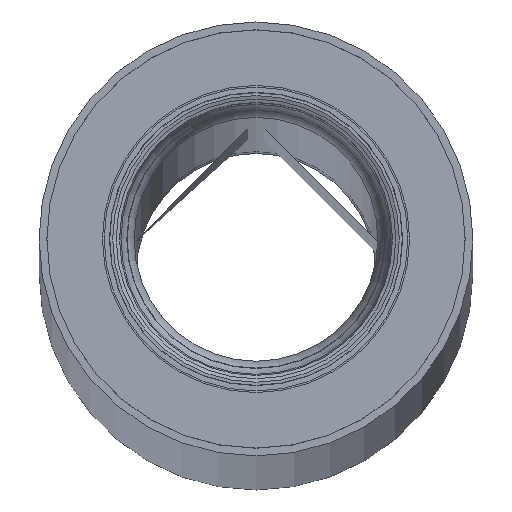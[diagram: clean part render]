
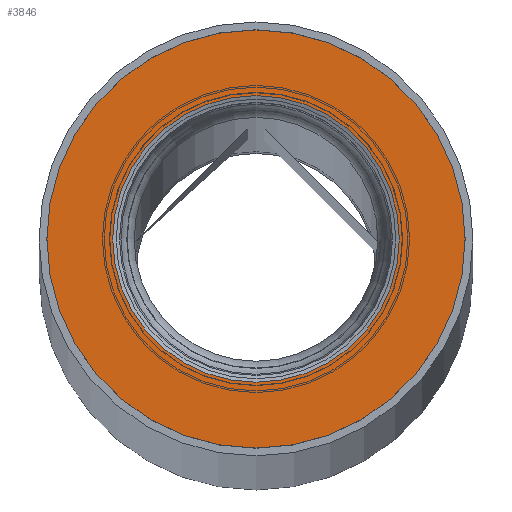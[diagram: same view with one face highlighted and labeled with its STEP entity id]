
A CAD part, top view. The second image highlights one B-rep face of the part: STEP entity #3846.
In plain terms, the highlighted planar face has unit normal (0, 0, 1).
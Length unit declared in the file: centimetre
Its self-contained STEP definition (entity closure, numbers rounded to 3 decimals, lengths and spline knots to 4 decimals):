
#55=FACE_BOUND('',#1048,.T.);
#90=PLANE('',#4299);
#802=FACE_OUTER_BOUND('',#1047,.T.);
#1047=EDGE_LOOP('',(#3221));
#1048=EDGE_LOOP('',(#3222));
#1401=CIRCLE('',#4300,42.9);
#1402=CIRCLE('',#4301,29.3954);
#1785=VERTEX_POINT('',#6786);
#1786=VERTEX_POINT('',#6788);
#2291=EDGE_CURVE('',#1785,#1785,#1401,.T.);
#2292=EDGE_CURVE('',#1786,#1786,#1402,.T.);
#3221=ORIENTED_EDGE('',*,*,#2291,.T.);
#3222=ORIENTED_EDGE('',*,*,#2292,.T.);
#3846=ADVANCED_FACE('',(#802,#55),#90,.T.);
#4299=AXIS2_PLACEMENT_3D('',#6785,#5372,#5373);
#4300=AXIS2_PLACEMENT_3D('',#6787,#5374,#5375);
#4301=AXIS2_PLACEMENT_3D('',#6789,#5376,#5377);
#5372=DIRECTION('center_axis',(0.,0.,1.));
#5373=DIRECTION('ref_axis',(-1.,0.,0.));
#5374=DIRECTION('center_axis',(0.,0.,1.));
#5375=DIRECTION('ref_axis',(1.,0.,0.));
#5376=DIRECTION('center_axis',(0.,0.,-1.));
#5377=DIRECTION('ref_axis',(1.,0.,0.));
#6785=CARTESIAN_POINT('Origin',(0.,0.,
4038.));
#6786=CARTESIAN_POINT('',(-42.9,0.,4038.));
#6787=CARTESIAN_POINT('Origin',(0.,0.,
4038.));
#6788=CARTESIAN_POINT('',(-29.3954,0.,4038.));
#6789=CARTESIAN_POINT('Origin',(0.,0.,
4038.));
